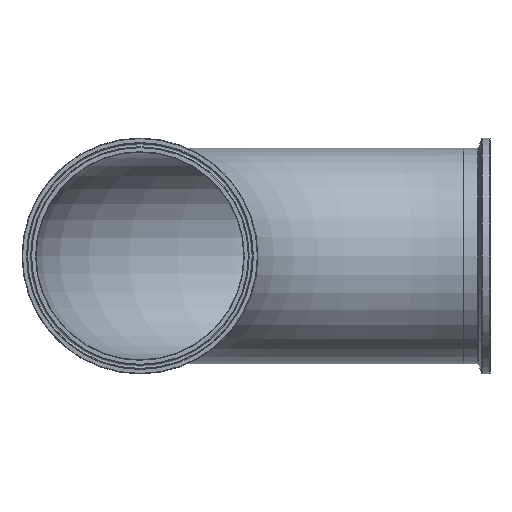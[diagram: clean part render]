
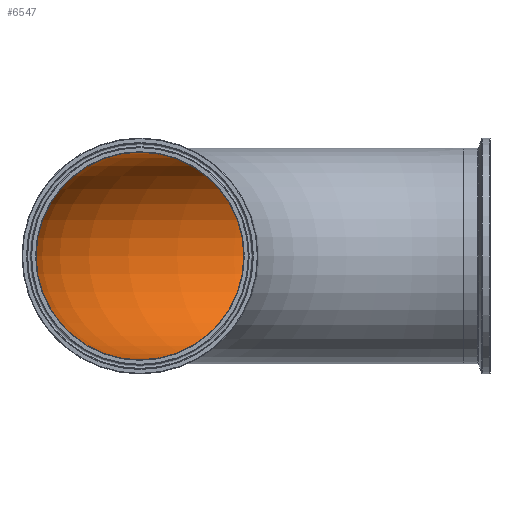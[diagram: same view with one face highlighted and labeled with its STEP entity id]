
A CAD part, front view. The second image highlights one B-rep face of the part: STEP entity #6547.
In plain terms, the highlighted toroidal (fillet/blend) face has major radius 228.6 mm and minor radius 73.431 mm.
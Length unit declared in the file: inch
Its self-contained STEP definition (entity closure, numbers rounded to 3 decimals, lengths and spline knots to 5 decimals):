
#29=CIRCLE('',#6747,2.891);
#30=CIRCLE('',#6748,2.891);
#292=FACE_BOUND('',#1833,.T.);
#1419=FACE_OUTER_BOUND('',#1832,.T.);
#1832=EDGE_LOOP('',(#6018));
#1833=EDGE_LOOP('',(#6019));
#3151=VERTEX_POINT('',#14929);
#3152=VERTEX_POINT('',#14931);
#4121=EDGE_CURVE('',#3151,#3151,#29,.T.);
#4122=EDGE_CURVE('',#3152,#3152,#30,.T.);
#6018=ORIENTED_EDGE('',*,*,#4121,.F.);
#6019=ORIENTED_EDGE('',*,*,#4122,.F.);
#6128=TOROIDAL_SURFACE('',#6746,9.,2.891);
#6547=ADVANCED_FACE('',(#1419,#292),#6128,.F.);
#6746=AXIS2_PLACEMENT_3D('',#14928,#7448,#7449);
#6747=AXIS2_PLACEMENT_3D('',#14930,#7450,#7451);
#6748=AXIS2_PLACEMENT_3D('',#14932,#7452,#7453);
#7448=DIRECTION('center_axis',(0.,0.,
-1.));
#7449=DIRECTION('ref_axis',(-1.,0.,0.));
#7450=DIRECTION('center_axis',(-1.,0.,0.));
#7451=DIRECTION('ref_axis',(0.,1.,0.));
#7452=DIRECTION('center_axis',(0.,1.,0.));
#7453=DIRECTION('ref_axis',(-1.,0.,0.));
#14928=CARTESIAN_POINT('Origin',(18.75,-0.00007,
-9.));
#14929=CARTESIAN_POINT('',(18.75,11.89093,-9.));
#14930=CARTESIAN_POINT('Origin',(18.75,8.99993,-9.));
#14931=CARTESIAN_POINT('',(6.859,-0.00007,-9.));
#14932=CARTESIAN_POINT('Origin',(9.75,-0.00007,
-9.));
